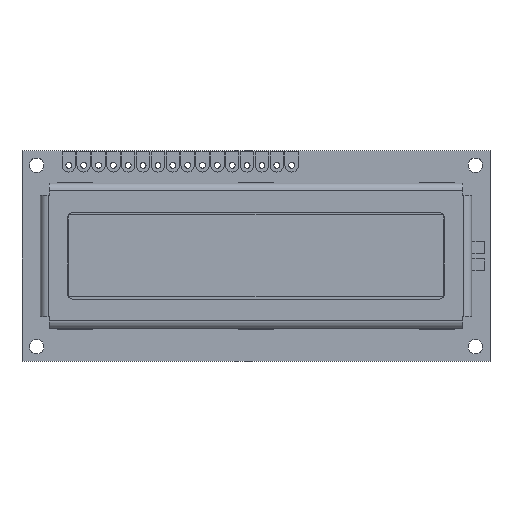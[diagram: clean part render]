
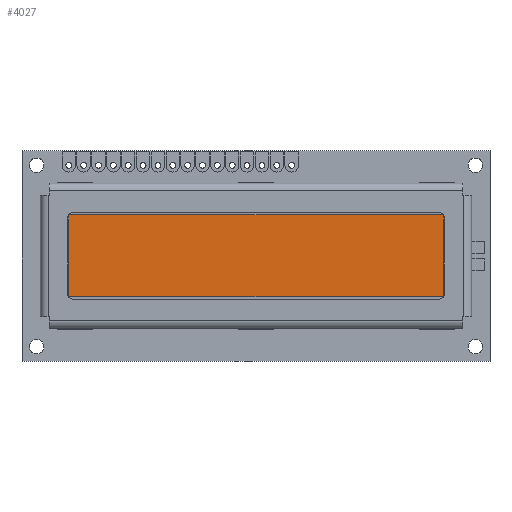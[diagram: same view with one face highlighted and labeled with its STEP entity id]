
A CAD part, top view. The second image highlights one B-rep face of the part: STEP entity #4027.
In plain terms, the highlighted planar face has unit normal (0, 0, 1).
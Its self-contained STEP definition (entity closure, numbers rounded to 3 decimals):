
#447=FACE_OUTER_BOUND('',#746,.T.);
#746=EDGE_LOOP('',(#3290,#3291,#3292,#3293));
#1072=LINE('',#6176,#1520);
#1076=LINE('',#6183,#1524);
#1079=LINE('',#6189,#1527);
#1081=LINE('',#6192,#1529);
#1520=VECTOR('',#5077,14.);
#1524=VECTOR('',#5083,64.);
#1527=VECTOR('',#5088,14.);
#1529=VECTOR('',#5092,64.);
#1948=VERTEX_POINT('',#6173);
#1949=VERTEX_POINT('',#6175);
#1951=VERTEX_POINT('',#6181);
#1953=VERTEX_POINT('',#6187);
#2416=EDGE_CURVE('',#1948,#1949,#1072,.T.);
#2420=EDGE_CURVE('',#1951,#1948,#1076,.T.);
#2423=EDGE_CURVE('',#1953,#1951,#1079,.T.);
#2425=EDGE_CURVE('',#1949,#1953,#1081,.T.);
#3290=ORIENTED_EDGE('',*,*,#2425,.F.);
#3291=ORIENTED_EDGE('',*,*,#2416,.F.);
#3292=ORIENTED_EDGE('',*,*,#2420,.F.);
#3293=ORIENTED_EDGE('',*,*,#2423,.F.);
#3828=PLANE('',#4315);
#4027=ADVANCED_FACE('',(#447),#3828,.F.);
#4315=AXIS2_PLACEMENT_3D('',#6193,#5093,#5094);
#5077=DIRECTION('',(0.,-1.,0.));
#5083=DIRECTION('',(1.,0.,0.));
#5088=DIRECTION('',(0.,1.,0.));
#5092=DIRECTION('',(-1.,0.,0.));
#5093=DIRECTION('center_axis',(0.,0.,-1.));
#5094=DIRECTION('ref_axis',(-1.,0.,0.));
#6173=CARTESIAN_POINT('',(32.,7.,7.2));
#6175=CARTESIAN_POINT('',(32.,-7.,7.2));
#6176=CARTESIAN_POINT('',(32.,-7.,7.2));
#6181=CARTESIAN_POINT('',(-32.,7.,7.2));
#6183=CARTESIAN_POINT('',(32.,7.,7.2));
#6187=CARTESIAN_POINT('',(-32.,-7.,7.2));
#6189=CARTESIAN_POINT('',(-32.,7.,7.2));
#6192=CARTESIAN_POINT('',(-32.,-7.,7.2));
#6193=CARTESIAN_POINT('Origin',(0.,0.,7.2));
